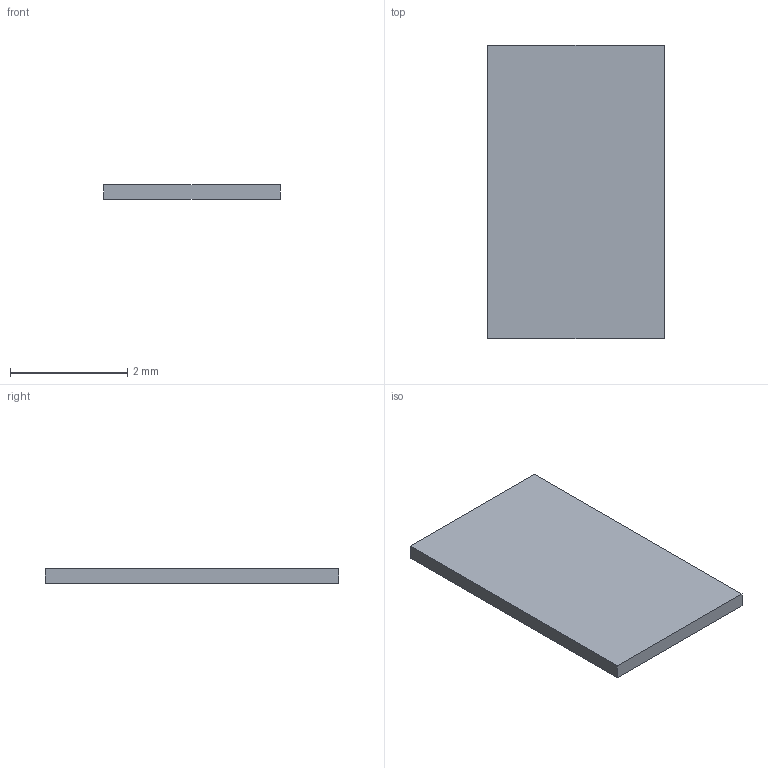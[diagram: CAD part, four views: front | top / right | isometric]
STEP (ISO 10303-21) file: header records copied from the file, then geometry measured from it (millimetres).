
FILE_DESCRIPTION(/* description */ ('Alibre Inc.'),/* implementation_level */ '2;1');
FILE_NAME(/* name */ 'export-9E4BB9D4-671A-43FE-93E2-D32149151325',/* time_stamp */ '2024-03-24T09:27:28-04:00',/* author */ (''),/* organization */ (''),/* preprocessor_version */ 'ST-DEVELOPER v17',/* originating_system */ 'Alibre',/* authorisation */ '');
FILE_SCHEMA (('CONFIG_CONTROL_DESIGN'));
Length unit declared in the file: millimetre
Products named in the file (1): ID_1
Bounding box: 3 x 5 x 0.25 mm (x, y, z)
Volume: 3.8 mm3; surface area: 34 mm2
Topology: 1 solids, 1 shells, 6 faces, 12 edges, 8 vertices
Faces by surface type: plane 6
Entity records: 235 total; most frequent: CARTESIAN_POINT 26, ORIENTED_EDGE 24, DIRECTION 18, VECTOR 12, LINE 12, EDGE_CURVE 12, ORGANIZATION 8, PERSON 8
